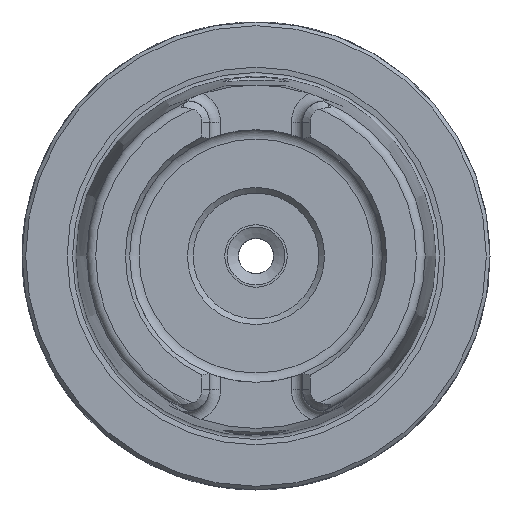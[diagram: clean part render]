
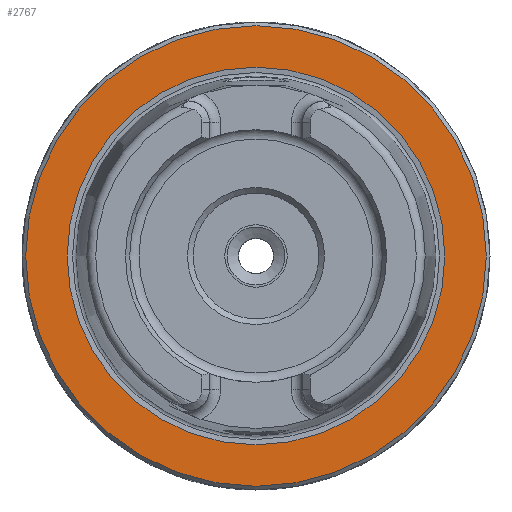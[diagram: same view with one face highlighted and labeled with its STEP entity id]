
A CAD part, left-side view. The second image highlights one B-rep face of the part: STEP entity #2767.
In plain terms, the highlighted planar face has unit normal (-1, 0, 0).
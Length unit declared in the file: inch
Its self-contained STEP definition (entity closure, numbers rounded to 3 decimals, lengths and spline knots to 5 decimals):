
#2733=CARTESIAN_POINT('',(0.0,1.22047,0.));
#2734=VERTEX_POINT('',#2733);
#2735=CARTESIAN_POINT('',(0.0,0.0,0.0));
#2736=DIRECTION('',(1.0,0.0,0.0));
#2737=DIRECTION('',(0.0,-1.0,0.0));
#2738=AXIS2_PLACEMENT_3D('',#2735,#2736,#2737);
#2739=CIRCLE('',#2738,1.22047);
#2740=EDGE_CURVE('',#2734,#2734,#2739,.T.);
#2748=CARTESIAN_POINT('',(0.0,0.62008,0.0));
#2749=DIRECTION('',(-1.0,0.0,0.0));
#2750=DIRECTION('',(0.0,0.0,1.0));
#2751=AXIS2_PLACEMENT_3D('',#2748,#2749,#2750);
#2752=PLANE('',#2751);
#2753=ORIENTED_EDGE('',*,*,#2740,.F.);
#2754=EDGE_LOOP('',(#2753));
#2755=FACE_OUTER_BOUND('',#2754,.T.);
#2756=CARTESIAN_POINT('',(0.0,1.0008,0.0));
#2757=VERTEX_POINT('',#2756);
#2758=CARTESIAN_POINT('',(0.0,0.0,0.0));
#2759=DIRECTION('',(1.0,0.0,0.0));
#2760=DIRECTION('',(0.0,1.0,0.0));
#2761=AXIS2_PLACEMENT_3D('',#2758,#2759,#2760);
#2762=CIRCLE('',#2761,1.0008);
#2763=EDGE_CURVE('',#2757,#2757,#2762,.T.);
#2764=ORIENTED_EDGE('',*,*,#2763,.T.);
#2765=EDGE_LOOP('',(#2764));
#2766=FACE_BOUND('',#2765,.T.);
#2767=ADVANCED_FACE('',(#2755,#2766),#2752,.T.);
